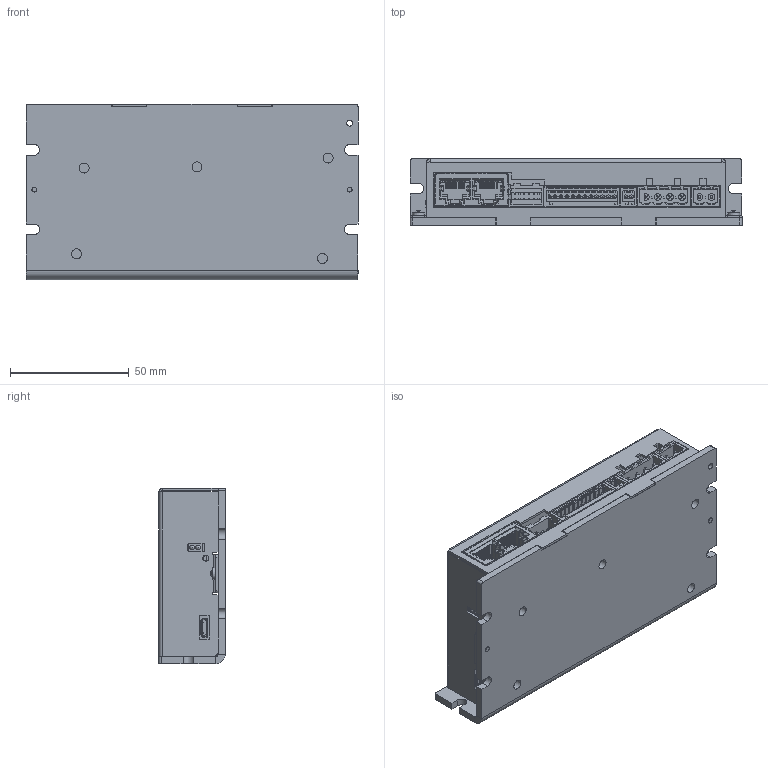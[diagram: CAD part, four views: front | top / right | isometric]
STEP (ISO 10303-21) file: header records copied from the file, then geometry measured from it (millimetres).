
FILE_DESCRIPTION((''),'2;1');
FILE_NAME('零件2.stp','2018-09-14T14:00:53',('Administrator'),(''),'Autodesk Inventor 2013','Autodesk Inventor 2013','');
FILE_SCHEMA(('AUTOMOTIVE_DESIGN { 1 0 10303 214 1 1 1 1 }'));
Length unit declared in the file: millimetre
Products named in the file (1): 零件2
Bounding box: 140 x 28 x 74 mm (x, y, z)
Surface area: 75638.3 mm2 (no closed solid volume)
Topology: 0 solids, 172 shells, 3835 faces, 10764 edges, 7223 vertices
Faces by surface type: plane 2957, cylinder 505, bspline 306, cone 46, torus 11, sphere 10
Full cylindrical faces by diameter (mm): 0.4 x2, 0.434 x2, 0.457 x2, 1.2 x14, 1.4 x6, 1.6 x12, 2.013 x2, 2.208 x2, 2.459 x1, 2.5 x3, 2.8 x4, 3.242 x1, 4.2 x5
Entity records: 130092 total; most frequent: CARTESIAN_POINT 28785, ORIENTED_EDGE 20570, DIRECTION 18258, EDGE_CURVE 10681, VECTOR 8652, LINE 8652, VERTEX_POINT 7208, AXIS2_PLACEMENT_3D 4803
